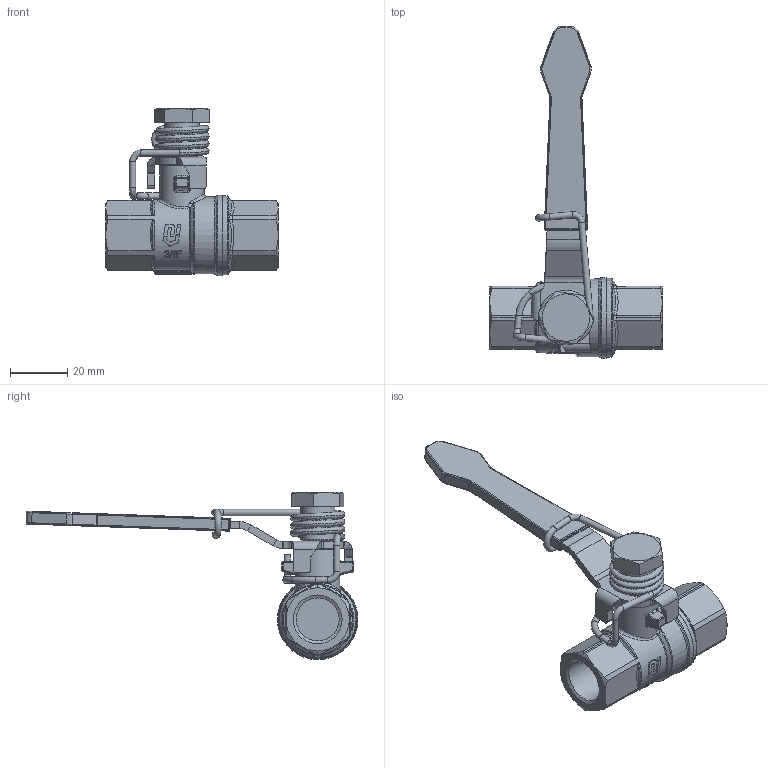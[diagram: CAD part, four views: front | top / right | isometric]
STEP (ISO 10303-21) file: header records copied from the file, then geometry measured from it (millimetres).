
FILE_DESCRIPTION(('HOOPS Exchange Step'),'2;1');
FILE_NAME('GK13_DN10.stp','2025-12-10T14:14:05+01:00',('nieru'),('Unknown organisation'),'HOOPS Exchange 2024.2','HOOPS Exchange','Unknown authorisation');
FILE_SCHEMA( ('AP203_CONFIGURATION_CONTROLLED_3D_DESIGN_OF_MECHANICAL_PARTS_AND_ASSEMBLIES_MIM_LF') );
Length unit declared in the file: millimetre
Products named in the file (2): 0; root
Assembly tree (1 placements, depth 2):
  root
    0
Bounding box: 60 x 115.48 x 58.2 mm (x, y, z)
Volume: 34937.2 mm3; surface area: 15265.1 mm2
Topology: 1 solids, 1 shells, 649 faces, 1745 edges, 1114 vertices
Faces by surface type: bspline 221, plane 169, cylinder 160, torus 50, cone 31, sphere 18
Full cylindrical faces by diameter (mm): 2.2 x9, 8.98 x1, 12 x1, 14.95 x2, 15.5 x1, 27 x1, 27.5 x1, 28 x1
Entity records: 29990 total; most frequent: CARTESIAN_POINT 15527, ORIENTED_EDGE 3458, DIRECTION 2111, EDGE_CURVE 1729, VERTEX_POINT 1114, AXIS2_PLACEMENT_3D 821, B_SPLINE_CURVE_WITH_KNOTS 783, EDGE_LOOP 685
